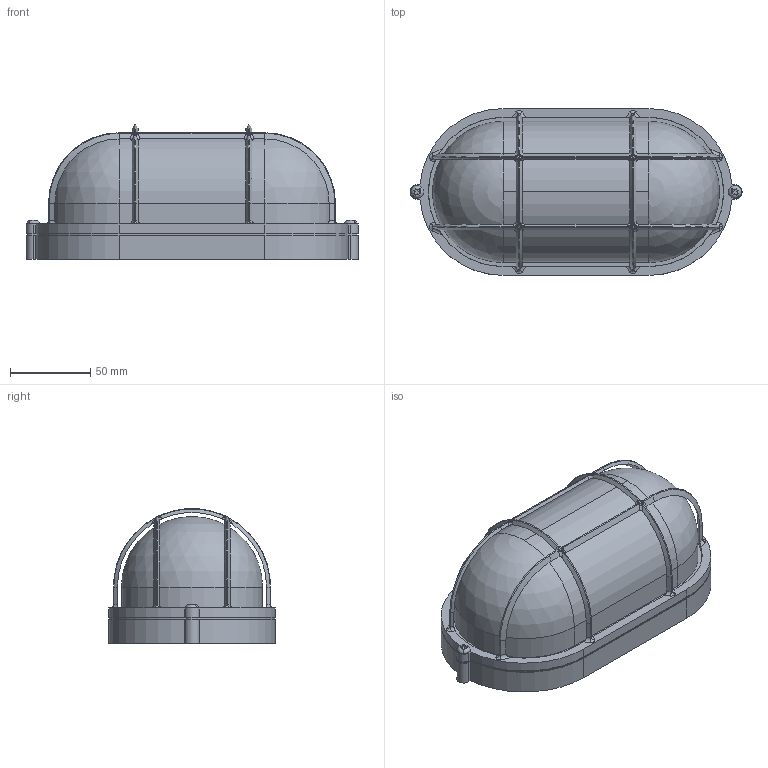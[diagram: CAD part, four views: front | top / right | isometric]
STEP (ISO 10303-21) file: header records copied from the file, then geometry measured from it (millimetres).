
FILE_DESCRIPTION (( 'STEP AP214' ), '1' );
FILE_NAME ('LNPP0-1402-1-060-K02 Ñâåòèëüíèê ÍÏÏ1402 ÷åðíûé_îâàë ñ ðåø.60Âò IP54 ÈÝÊ.STEP', '2017-06-23T07:55:18', ( '' ), ( '' ), 'SwSTEP 2.0', 'SolidWorks 2014', '' );
FILE_SCHEMA (( 'AUTOMOTIVE_DESIGN' ));
Length unit declared in the file: millimetre
Products named in the file (1): LNPP0-1402-1-060-K02 Ñâåòèëüíèê ÍÏÏ1402 ÷åðíûé_îâàë ñ ðåø.60Âò IP54  ÈÝÊ
Bounding box: 207 x 104 x 83.82 mm (x, y, z)
Volume: 900241.9 mm3; surface area: 79897.7 mm2
Topology: 1 solids, 1 shells, 264 faces, 694 edges, 410 vertices
Faces by surface type: plane 96, cylinder 68, bspline 48, torus 26, cone 20, sphere 6
Entity records: 9010 total; most frequent: CARTESIAN_POINT 2915, ORIENTED_EDGE 1352, DIRECTION 1182, EDGE_CURVE 676, AXIS2_PLACEMENT_3D 445, VERTEX_POINT 410, LINE 292, VECTOR 292
